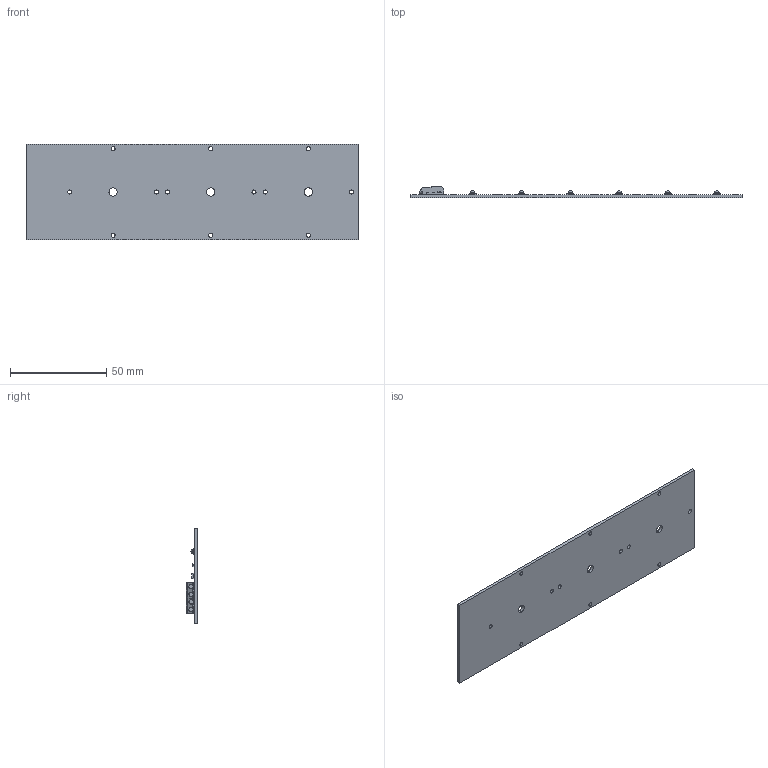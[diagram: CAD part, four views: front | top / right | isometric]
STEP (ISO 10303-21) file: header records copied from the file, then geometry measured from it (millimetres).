
FILE_DESCRIPTION (( 'STEP AP214' ), '1' );
FILE_NAME ('WU-M-541-12.STEP', '2017-12-19T11:24:51', ( 'Admin' ), ( 'Microsoft' ), 'SwSTEP 2.0', 'SolidWorks 2017', '' );
FILE_SCHEMA (( 'AUTOMOTIVE_DESIGN' ));
Length unit declared in the file: millimetre
Products named in the file (28): SubSMA; C0603K; PCB-Base WU-M-541-12; Nichia NVSL219A; WU-M-541-12; 2060-452; R0603
Assembly tree (21 placements, depth 2):
  SubSMA
  C0603K
  C0603K
  C0603K
  PCB-Base WU-M-541-12
Bounding box: 172.7 x 6.1 x 49.5 mm (x, y, z)
Volume: 14274.5 mm3; surface area: 19484.8 mm2
Topology: 21 solids, 21 shells, 2837 faces, 7416 edges, 4920 vertices
Faces by surface type: plane 1937, cylinder 470, bspline 378, sphere 28, cone 24
Entity records: 64986 total; most frequent: CARTESIAN_POINT 19174, ORIENTED_EDGE 7142, DIRECTION 5738, EDGE_CURVE 3571, LINE 2688, VECTOR 2688, VERTEX_POINT 2369, AXIS2_PLACEMENT_3D 1525
